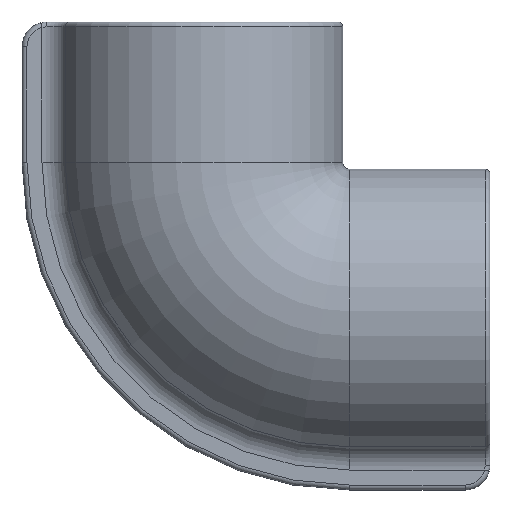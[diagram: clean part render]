
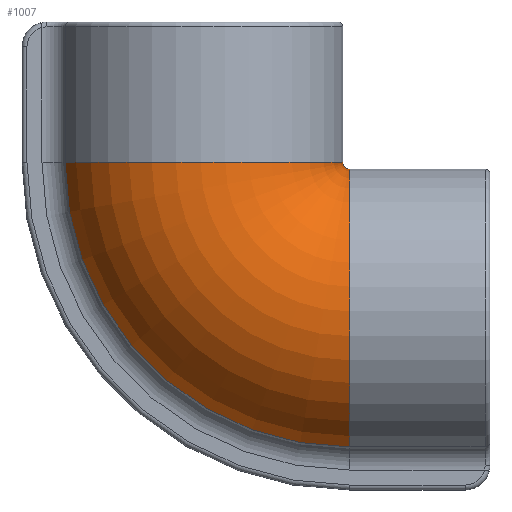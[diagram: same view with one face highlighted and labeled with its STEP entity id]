
A CAD part, front view. The second image highlights one B-rep face of the part: STEP entity #1007.
In plain terms, the highlighted toroidal (fillet/blend) face has major radius 30.4 mm and minor radius 29 mm.
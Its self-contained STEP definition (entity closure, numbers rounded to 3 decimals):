
#43 = CARTESIAN_POINT ( 'NONE',  ( -58.75, 0., 30.4 ) ) ;
#60 = AXIS2_PLACEMENT_3D ( 'NONE', #926, #887, #260 ) ;
#98 = AXIS2_PLACEMENT_3D ( 'NONE', #1227, #695, #182 ) ;
#108 = ORIENTED_EDGE ( 'NONE', *, *, #301, .T. ) ;
#143 = EDGE_LOOP ( 'NONE', ( #370, #1047, #108, #193 ) ) ;
#182 = DIRECTION ( 'NONE',  ( 0., 0., 1. ) ) ;
#193 = ORIENTED_EDGE ( 'NONE', *, *, #1643, .T. ) ;
#194 = CIRCLE ( 'NONE', #1393, 1.4 ) ;
#211 = FACE_OUTER_BOUND ( 'NONE', #143, .T. ) ;
#260 = DIRECTION ( 'NONE',  ( 0., 0., 1. ) ) ;
#280 = DIRECTION ( 'NONE',  ( 1., 0., 0. ) ) ;
#301 = EDGE_CURVE ( 'NONE', #1464, #460, #783, .T. ) ;
#312 = CIRCLE ( 'NONE', #315, 29. ) ;
#315 = AXIS2_PLACEMENT_3D ( 'NONE', #957, #280, #1476 ) ;
#370 = ORIENTED_EDGE ( 'NONE', *, *, #1166, .F. ) ;
#421 = VERTEX_POINT ( 'NONE', #1202 ) ;
#460 = VERTEX_POINT ( 'NONE', #1670 ) ;
#695 = DIRECTION ( 'NONE',  ( 0., 1., 0. ) ) ;
#783 = CIRCLE ( 'NONE', #1462, 29. ) ;
#832 = DIRECTION ( 'NONE',  ( 0., 0., 1. ) ) ;
#869 = CARTESIAN_POINT ( 'NONE',  ( -28.35, 0., 30.4 ) ) ;
#885 = VERTEX_POINT ( 'NONE', #1304 ) ;
#887 = DIRECTION ( 'NONE',  ( 0., -1., 0. ) ) ;
#926 = CARTESIAN_POINT ( 'NONE',  ( -28.35, -10.449, 30.4 ) ) ;
#957 = CARTESIAN_POINT ( 'NONE',  ( -28.35, 0., 0. ) ) ;
#1007 = ADVANCED_FACE ( 'NONE', ( #211 ), #1395, .T. ) ;
#1047 = ORIENTED_EDGE ( 'NONE', *, *, #1256, .T. ) ;
#1155 = DIRECTION ( 'NONE',  ( 0., 1., 0. ) ) ;
#1166 = EDGE_CURVE ( 'NONE', #421, #885, #312, .T. ) ;
#1202 = CARTESIAN_POINT ( 'NONE',  ( -28.35, 0., 29. ) ) ;
#1227 = CARTESIAN_POINT ( 'NONE',  ( -28.35, 0., 30.4 ) ) ;
#1256 = EDGE_CURVE ( 'NONE', #421, #1464, #194, .T. ) ;
#1304 = CARTESIAN_POINT ( 'NONE',  ( -28.35, -10.449, -27.052 ) ) ;
#1393 = AXIS2_PLACEMENT_3D ( 'NONE', #869, #1155, #832 ) ;
#1395 = TOROIDAL_SURFACE ( 'NONE', #98, 30.4, 29. ) ;
#1462 = AXIS2_PLACEMENT_3D ( 'NONE', #43, #1597, #1480 ) ;
#1464 = VERTEX_POINT ( 'NONE', #1608 ) ;
#1476 = DIRECTION ( 'NONE',  ( 0., 0., -1. ) ) ;
#1480 = DIRECTION ( 'NONE',  ( -1., 0., 0. ) ) ;
#1597 = DIRECTION ( 'NONE',  ( 0., 0., -1. ) ) ;
#1600 = CIRCLE ( 'NONE', #60, 57.452 ) ;
#1608 = CARTESIAN_POINT ( 'NONE',  ( -29.75, 0., 30.4 ) ) ;
#1643 = EDGE_CURVE ( 'NONE', #460, #885, #1600, .T. ) ;
#1670 = CARTESIAN_POINT ( 'NONE',  ( -85.802, -10.449, 30.4 ) ) ;
